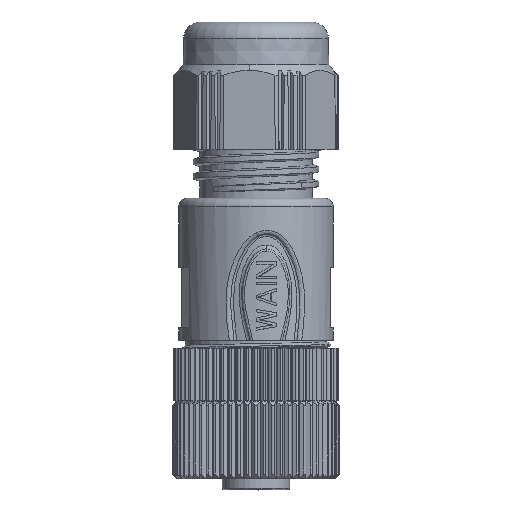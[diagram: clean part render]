
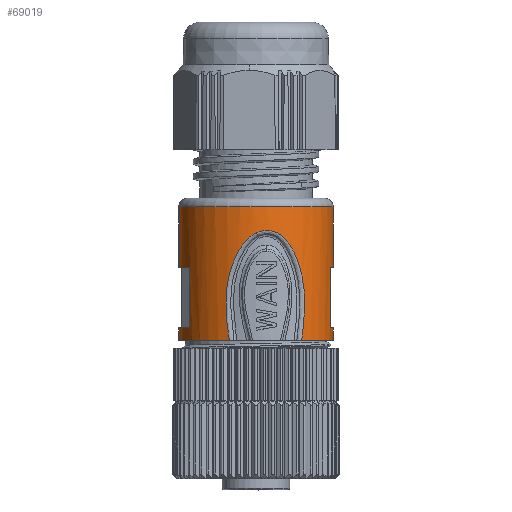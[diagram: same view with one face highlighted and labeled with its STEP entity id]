
A CAD part, top view. The second image highlights one B-rep face of the part: STEP entity #69019.
In plain terms, the highlighted cylindrical face has radius 9.25 mm (diameter 18.5 mm), a partial arc.
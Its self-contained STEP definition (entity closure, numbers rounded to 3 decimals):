
#16495=CARTESIAN_POINT('',(0.,23.3,0.));
#16496=DIRECTION('',(0.,-1.,0.));
#16497=DIRECTION('',(0.99,0.,-0.139));
#16498=AXIS2_PLACEMENT_3D('',#16495,#16496,#16497);
#16500=CARTESIAN_POINT('',(0.,23.3,0.));
#16501=DIRECTION('',(0.,-1.,0.));
#16502=DIRECTION('',(0.991,0.,-0.132));
#16503=AXIS2_PLACEMENT_3D('',#16500,#16501,#16502);
#16510=DIRECTION('',(0.,1.,0.));
#16511=VECTOR('',#16510,7.2);
#16512=CARTESIAN_POINT('',(-7.909,8.8,4.796));
#16513=LINE('',#16512,#16511);
#16514=DIRECTION('',(0.,-1.,0.));
#16515=VECTOR('',#16514,7.3);
#16516=CARTESIAN_POINT('',(9.16,23.3,-1.287));
#16517=LINE('',#16516,#16515);
#16518=DIRECTION('',(0.,-1.,0.));
#16519=VECTOR('',#16518,7.2);
#16520=CARTESIAN_POINT('',(8.925,16.,2.43));
#16521=LINE('',#16520,#16519);
#16522=DIRECTION('',(0.,-1.,0.));
#16523=VECTOR('',#16522,1.5);
#16524=CARTESIAN_POINT('',(9.16,8.8,-1.287));
#16525=LINE('',#16524,#16523);
#16526=CARTESIAN_POINT('',(0.071,20.187,
9.25));
#16527=CARTESIAN_POINT('',(-0.025,20.144,
9.25));
#16528=CARTESIAN_POINT('',(-0.221,20.045,
9.249));
#16529=CARTESIAN_POINT('',(-0.519,19.851,
9.237));
#16530=CARTESIAN_POINT('',(-0.828,19.603,
9.215));
#16531=CARTESIAN_POINT('',(-1.146,19.292,
9.181));
#16532=CARTESIAN_POINT('',(-1.474,18.906,
9.134));
#16533=CARTESIAN_POINT('',(-1.809,18.434,
9.074));
#16534=CARTESIAN_POINT('',(-2.146,17.873,
9.));
#16535=CARTESIAN_POINT('',(-2.49,17.208,
8.911));
#16536=CARTESIAN_POINT('',(-2.821,16.445,
8.811));
#16537=CARTESIAN_POINT('',(-3.093,15.651,
8.719));
#16538=CARTESIAN_POINT('',(-3.302,14.841,
8.641));
#16539=CARTESIAN_POINT('',(-3.459,13.972,
8.579));
#16540=CARTESIAN_POINT('',(-3.565,12.981,
8.536));
#16541=CARTESIAN_POINT('',(-3.61,11.836,
8.516));
#16542=CARTESIAN_POINT('',(-3.578,10.524,8.53));
#16543=CARTESIAN_POINT('',(-3.453,9.031,
8.582));
#16544=CARTESIAN_POINT('',(-3.296,7.899,
8.643));
#16545=CARTESIAN_POINT('',(-3.197,7.3,
8.68));
#16624=CARTESIAN_POINT('',(0.,7.3,0.));
#16625=DIRECTION('',(0.,1.,0.));
#16626=DIRECTION('',(0.591,0.,0.806));
#16627=AXIS2_PLACEMENT_3D('',#16624,#16625,#16626);
#16716=CARTESIAN_POINT('',(0.,7.3,0.));
#16717=DIRECTION('',(0.,1.,0.));
#16718=DIRECTION('',(-0.99,0.,0.139));
#16719=AXIS2_PLACEMENT_3D('',#16716,#16717,#16718);
#16742=CARTESIAN_POINT('',(0.071,20.187,
9.25));
#16743=CARTESIAN_POINT('',(0.152,20.224,
9.249));
#16744=CARTESIAN_POINT('',(0.324,20.292,
9.246));
#16745=CARTESIAN_POINT('',(0.616,20.376,
9.231));
#16746=CARTESIAN_POINT('',(0.93,20.428,
9.205));
#16747=CARTESIAN_POINT('',(1.255,20.447,9.166));
#16748=CARTESIAN_POINT('',(1.578,20.434,9.116));
#16749=CARTESIAN_POINT('',(1.891,20.389,9.056));
#16750=CARTESIAN_POINT('',(2.181,20.312,8.991));
#16751=CARTESIAN_POINT('',(2.46,20.204,8.918));
#16752=CARTESIAN_POINT('',(2.741,20.058,8.836));
#16753=CARTESIAN_POINT('',(3.027,19.866,8.742));
#16754=CARTESIAN_POINT('',(3.318,19.622,8.636));
#16755=CARTESIAN_POINT('',(3.617,19.312,8.516));
#16756=CARTESIAN_POINT('',(3.923,18.925,8.379));
#16757=CARTESIAN_POINT('',(4.23,18.454,8.229));
#16758=CARTESIAN_POINT('',(4.535,17.891,8.064));
#16759=CARTESIAN_POINT('',(4.84,17.228,7.885));
#16760=CARTESIAN_POINT('',(5.137,16.449,7.695));
#16761=CARTESIAN_POINT('',(5.381,15.625,7.525));
#16762=CARTESIAN_POINT('',(5.563,14.795,7.391));
#16763=CARTESIAN_POINT('',(5.699,13.902,7.286));
#16764=CARTESIAN_POINT('',(5.787,12.911,7.216));
#16765=CARTESIAN_POINT('',(5.821,11.78,7.189));
#16766=CARTESIAN_POINT('',(5.789,10.48,7.214));
#16767=CARTESIAN_POINT('',(5.679,9.001,7.302));
#16768=CARTESIAN_POINT('',(5.549,7.888,7.402));
#16769=CARTESIAN_POINT('',(5.47,7.3,7.459));
#17454=DIRECTION('',(0.,-1.,0.));
#17455=VECTOR('',#17454,7.3);
#17456=CARTESIAN_POINT('',(-9.16,23.3,1.287));
#17457=LINE('',#17456,#17455);
#17462=DIRECTION('',(0.,-1.,0.));
#17463=VECTOR('',#17462,1.5);
#17464=CARTESIAN_POINT('',(-9.16,8.8,1.287));
#17465=LINE('',#17464,#17463);
#17500=CARTESIAN_POINT('',(0.,8.8,0.));
#17501=DIRECTION('',(0.,-1.,0.));
#17502=DIRECTION('',(0.99,0.,-0.139));
#17503=AXIS2_PLACEMENT_3D('',#17500,#17501,#17502);
#17518=CARTESIAN_POINT('',(0.,16.,0.));
#17519=DIRECTION('',(0.,1.,0.));
#17520=DIRECTION('',(0.965,0.,0.263));
#17521=AXIS2_PLACEMENT_3D('',#17518,#17519,#17520);
#17528=CARTESIAN_POINT('',(0.,16.,0.));
#17529=DIRECTION('',(0.,1.,0.));
#17530=DIRECTION('',(-0.99,0.,0.139));
#17531=AXIS2_PLACEMENT_3D('',#17528,#17529,#17530);
#17546=CARTESIAN_POINT('',(0.,8.8,0.));
#17547=DIRECTION('',(0.,-1.,0.));
#17548=DIRECTION('',(-0.855,0.,0.518));
#17549=AXIS2_PLACEMENT_3D('',#17546,#17547,#17548);
#43669=CARTESIAN_POINT('',(-9.16,23.3,1.287));
#43670=VERTEX_POINT('',#43669);
#43672=CARTESIAN_POINT('',(9.16,23.3,-1.287));
#43674=VERTEX_POINT('',#43672);
#43675=CARTESIAN_POINT('',(9.169,23.3,-1.224));
#43676=VERTEX_POINT('',#43675);
#43677=CARTESIAN_POINT('',(-9.16,7.3,1.287));
#43678=CARTESIAN_POINT('',(-3.197,7.3,8.68));
#43679=VERTEX_POINT('',#43677);
#43680=VERTEX_POINT('',#43678);
#43681=CARTESIAN_POINT('',(-9.16,8.8,1.287));
#43682=VERTEX_POINT('',#43681);
#43683=CARTESIAN_POINT('',(-7.909,8.8,4.796));
#43684=VERTEX_POINT('',#43683);
#43685=CARTESIAN_POINT('',(-7.909,16.,4.796));
#43686=VERTEX_POINT('',#43685);
#43687=CARTESIAN_POINT('',(-9.16,16.,1.287));
#43688=VERTEX_POINT('',#43687);
#43689=CARTESIAN_POINT('',(9.16,16.,-1.287));
#43690=VERTEX_POINT('',#43689);
#43691=CARTESIAN_POINT('',(8.925,16.,2.43));
#43692=VERTEX_POINT('',#43691);
#43693=CARTESIAN_POINT('',(8.925,8.8,2.43));
#43694=VERTEX_POINT('',#43693);
#43695=CARTESIAN_POINT('',(9.16,8.8,-1.287));
#43696=VERTEX_POINT('',#43695);
#43697=CARTESIAN_POINT('',(9.16,7.3,-1.287));
#43698=VERTEX_POINT('',#43697);
#43699=CARTESIAN_POINT('',(5.47,7.3,7.459));
#43700=VERTEX_POINT('',#43699);
#43701=VERTEX_POINT('',#16742);
#68982=CARTESIAN_POINT('',(0.,1.2,0.));
#68983=DIRECTION('',(0.,1.,0.));
#68984=DIRECTION('',(0.99,0.,-0.139));
#68985=AXIS2_PLACEMENT_3D('',#68982,#68983,#68984);
#68986=CYLINDRICAL_SURFACE('',#68985,9.25);
#68988=ORIENTED_EDGE('',*,*,#68987,.F.);
#68990=ORIENTED_EDGE('',*,*,#68989,.F.);
#68992=ORIENTED_EDGE('',*,*,#68991,.F.);
#68994=ORIENTED_EDGE('',*,*,#68993,.T.);
#68996=ORIENTED_EDGE('',*,*,#68995,.F.);
#68998=ORIENTED_EDGE('',*,*,#68997,.F.);
#68999=ORIENTED_EDGE('',*,*,#68976,.F.);
#69000=ORIENTED_EDGE('',*,*,#68974,.F.);
#69002=ORIENTED_EDGE('',*,*,#69001,.T.);
#69004=ORIENTED_EDGE('',*,*,#69003,.F.);
#69006=ORIENTED_EDGE('',*,*,#69005,.T.);
#69008=ORIENTED_EDGE('',*,*,#69007,.F.);
#69010=ORIENTED_EDGE('',*,*,#69009,.T.);
#69012=ORIENTED_EDGE('',*,*,#69011,.F.);
#69014=ORIENTED_EDGE('',*,*,#69013,.F.);
#69016=ORIENTED_EDGE('',*,*,#69015,.T.);
#69017=EDGE_LOOP('',(#68988,#68990,#68992,#68994,#68996,#68998,#68999,#69000,
#69002,#69004,#69006,#69008,#69010,#69012,#69014,#69016));
#69018=FACE_OUTER_BOUND('',#69017,.F.);
#69019=ADVANCED_FACE('',(#69018),#68986,.T.);
#16499=CIRCLE('',#16498,9.25);
#16504=CIRCLE('',#16503,9.25);
#16546=B_SPLINE_CURVE_WITH_KNOTS('',3,(#16526,#16527,#16528,#16529,#16530,
#16531,#16532,#16533,#16534,#16535,#16536,#16537,#16538,#16539,#16540,#16541,
#16542,#16543,#16544,#16545),.UNSPECIFIED.,.F.,.F.,(4,1,1,1,1,1,1,1,1,1,1,1,1,1,
1,1,1,4),(0.,0.059,0.118,0.176,
0.235,0.294,0.353,0.412,
0.471,0.529,0.588,0.647,
0.706,0.765,0.824,0.882,
0.941,1.),.UNSPECIFIED.);
#16628=CIRCLE('',#16627,9.25);
#16720=CIRCLE('',#16719,9.25);
#16770=B_SPLINE_CURVE_WITH_KNOTS('',3,(#16742,#16743,#16744,#16745,#16746,
#16747,#16748,#16749,#16750,#16751,#16752,#16753,#16754,#16755,#16756,#16757,
#16758,#16759,#16760,#16761,#16762,#16763,#16764,#16765,#16766,#16767,#16768,
#16769),.UNSPECIFIED.,.F.,.F.,(4,1,1,1,1,1,1,1,1,1,1,1,1,1,1,1,1,1,1,1,1,1,1,1,
1,4),(0.,0.04,0.08,0.12,0.16,0.2,0.24,0.28,0.32,0.36,0.4,
0.44,0.48,0.52,0.56,0.6,0.64,0.68,0.72,0.76,0.8,0.84,
0.88,0.92,0.96,1.),.UNSPECIFIED.);
#17504=CIRCLE('',#17503,9.25);
#17522=CIRCLE('',#17521,9.25);
#17532=CIRCLE('',#17531,9.25);
#17550=CIRCLE('',#17549,9.25);
#68974=EDGE_CURVE('',#43674,#43676,#16499,.T.);
#68976=EDGE_CURVE('',#43676,#43670,#16504,.T.);
#68987=EDGE_CURVE('',#43679,#43680,#16720,.T.);
#68989=EDGE_CURVE('',#43682,#43679,#17465,.T.);
#68991=EDGE_CURVE('',#43684,#43682,#17550,.T.);
#68993=EDGE_CURVE('',#43684,#43686,#16513,.T.);
#68995=EDGE_CURVE('',#43688,#43686,#17532,.T.);
#68997=EDGE_CURVE('',#43670,#43688,#17457,.T.);
#69001=EDGE_CURVE('',#43674,#43690,#16517,.T.);
#69003=EDGE_CURVE('',#43692,#43690,#17522,.T.);
#69005=EDGE_CURVE('',#43692,#43694,#16521,.T.);
#69007=EDGE_CURVE('',#43696,#43694,#17504,.T.);
#69009=EDGE_CURVE('',#43696,#43698,#16525,.T.);
#69011=EDGE_CURVE('',#43700,#43698,#16628,.T.);
#69013=EDGE_CURVE('',#43701,#43700,#16770,.T.);
#69015=EDGE_CURVE('',#43701,#43680,#16546,.T.);
